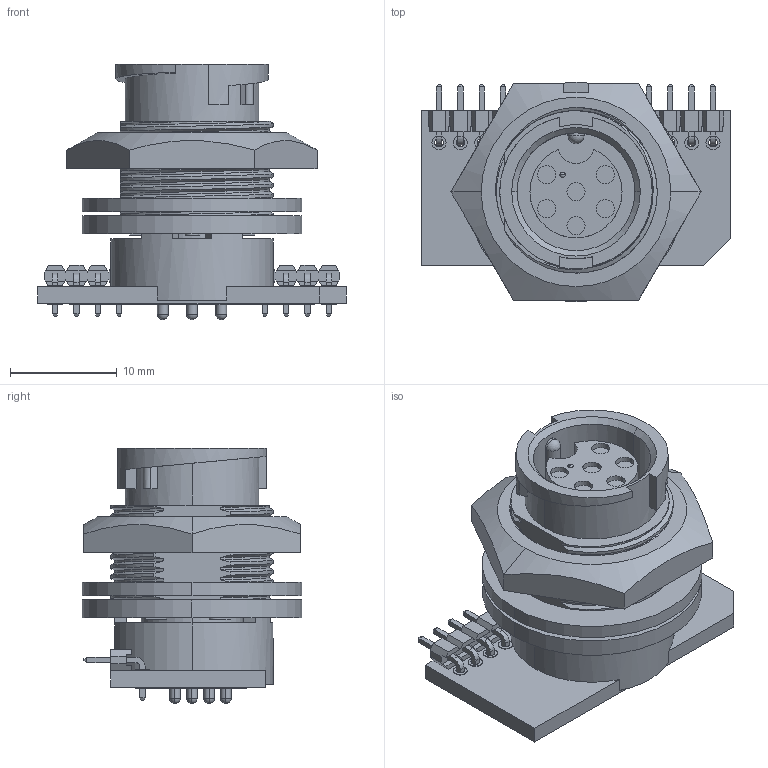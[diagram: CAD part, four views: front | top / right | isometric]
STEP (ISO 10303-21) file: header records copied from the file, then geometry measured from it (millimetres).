
FILE_DESCRIPTION (( 'STEP AP203' ), '1' );
FILE_NAME ('7251-6SG-300.STEP', '2017-09-13T15:24:31', ( '' ), ( '' ), 'SwSTEP 2.0', 'SolidWorks 2017', '' );
FILE_SCHEMA (( 'CONFIG_CONTROL_DESIGN' ));
Length unit declared in the file: millimetre
Products named in the file (1): 7251-6SG-300
Bounding box: 28.96 x 20.62 x 23.95 mm (x, y, z)
Volume: 4141.2 mm3; surface area: 5210.6 mm2
Topology: 3 solids, 3 shells, 691 faces, 1806 edges, 1174 vertices
Faces by surface type: plane 413, cylinder 194, bspline 62, torus 12, cone 7, sphere 3
Entity records: 35137 total; most frequent: CARTESIAN_POINT 18346, ORIENTED_EDGE 3612, DIRECTION 3240, EDGE_CURVE 1806, LINE 1204, VECTOR 1204, VERTEX_POINT 1174, AXIS2_PLACEMENT_3D 1018
